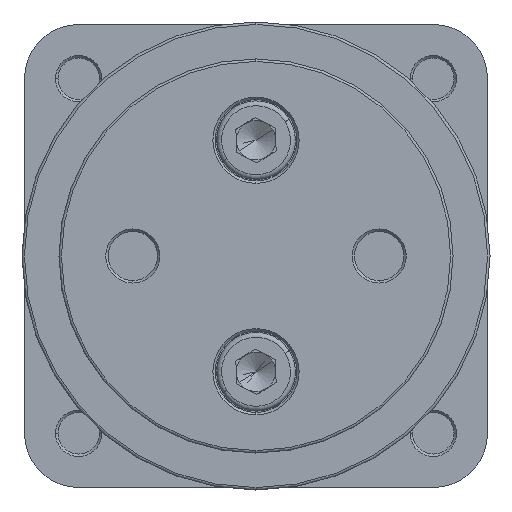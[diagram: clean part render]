
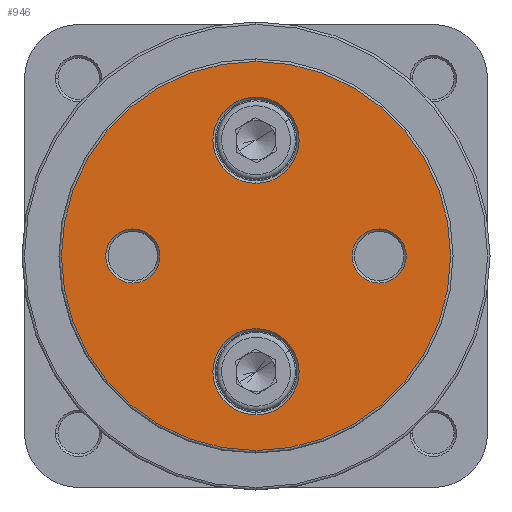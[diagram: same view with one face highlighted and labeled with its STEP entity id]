
A CAD part, left-side view. The second image highlights one B-rep face of the part: STEP entity #946.
In plain terms, the highlighted planar face has unit normal (-1, 0, 0).
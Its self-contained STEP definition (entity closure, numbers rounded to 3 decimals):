
#946 = ADVANCED_FACE ( 'NONE', ( #3638, #3643, #3645, #3647, #3641 ), #2294, .F. ) ;
#1103 = ORIENTED_EDGE ( 'NONE', *, *, #2820, .T. ) ;
#1105 = ORIENTED_EDGE ( 'NONE', *, *, #2735, .T. ) ;
#1118 = ORIENTED_EDGE ( 'NONE', *, *, #2738, .T. ) ;
#1121 = ORIENTED_EDGE ( 'NONE', *, *, #2879, .T. ) ;
#1128 = ORIENTED_EDGE ( 'NONE', *, *, #2831, .T. ) ;
#1341 = VERTEX_POINT ( 'NONE', #5242 ) ;
#1342 = VERTEX_POINT ( 'NONE', #5243 ) ;
#1363 = VERTEX_POINT ( 'NONE', #5264 ) ;
#1364 = VERTEX_POINT ( 'NONE', #5265 ) ;
#1367 = VERTEX_POINT ( 'NONE', #5268 ) ;
#1368 = VERTEX_POINT ( 'NONE', #5269 ) ;
#1395 = VERTEX_POINT ( 'NONE', #5296 ) ;
#1396 = VERTEX_POINT ( 'NONE', #5297 ) ;
#1399 = VERTEX_POINT ( 'NONE', #5300 ) ;
#1400 = VERTEX_POINT ( 'NONE', #5301 ) ;
#2280 = CARTESIAN_POINT ( 'NONE',  ( 0., 0., 0. ) ) ;
#2294 = PLANE ( 'NONE',  #3159 ) ;
#2297 = DIRECTION ( 'NONE',  ( 1., 0., 0. ) ) ;
#2298 = DIRECTION ( 'NONE',  ( 0., 0., -1. ) ) ;
#2698 = EDGE_CURVE ( 'NONE', #1368, #1367, #4331, .T. ) ;
#2700 = EDGE_CURVE ( 'NONE', #1364, #1363, #4334, .T. ) ;
#2735 = EDGE_CURVE ( 'NONE', #1396, #1395, #4386, .T. ) ;
#2738 = EDGE_CURVE ( 'NONE', #1400, #1399, #4391, .T. ) ;
#2789 = EDGE_CURVE ( 'NONE', #1341, #1342, #4466, .T. ) ;
#2820 = EDGE_CURVE ( 'NONE', #1399, #1400, #4516, .T. ) ;
#2831 = EDGE_CURVE ( 'NONE', #1395, #1396, #4532, .T. ) ;
#2865 = EDGE_CURVE ( 'NONE', #1342, #1341, #4591, .T. ) ;
#2867 = EDGE_CURVE ( 'NONE', #1367, #1368, #4592, .T. ) ;
#2879 = EDGE_CURVE ( 'NONE', #1363, #1364, #4608, .T. ) ;
#3159 = AXIS2_PLACEMENT_3D ( 'NONE', #2280, #2297, #2298 ) ;
#3416 = AXIS2_PLACEMENT_3D ( 'NONE', #5827, #5829, #5830 ) ;
#3417 = AXIS2_PLACEMENT_3D ( 'NONE', #5834, #5835, #5836 ) ;
#3437 = AXIS2_PLACEMENT_3D ( 'NONE', #6191, #6192, #6193 ) ;
#3439 = AXIS2_PLACEMENT_3D ( 'NONE', #6199, #6200, #6201 ) ;
#3464 = AXIS2_PLACEMENT_3D ( 'NONE', #6321, #6327, #6328 ) ;
#3473 = AXIS2_PLACEMENT_3D ( 'NONE', #6399, #6400, #6401 ) ;
#3485 = AXIS2_PLACEMENT_3D ( 'NONE', #6423, #6431, #6432 ) ;
#3490 = AXIS2_PLACEMENT_3D ( 'NONE', #6499, #6506, #6507 ) ;
#3492 = AXIS2_PLACEMENT_3D ( 'NONE', #6502, #6511, #6512 ) ;
#3503 = AXIS2_PLACEMENT_3D ( 'NONE', #6537, #6546, #6547 ) ;
#3638 = FACE_OUTER_BOUND ( 'NONE', #7837, .T. ) ;
#3641 = FACE_BOUND ( 'NONE', #7843, .T. ) ;
#3643 = FACE_BOUND ( 'NONE', #7836, .T. ) ;
#3645 = FACE_BOUND ( 'NONE', #7834, .T. ) ;
#3647 = FACE_BOUND ( 'NONE', #7841, .T. ) ;
#4331 = CIRCLE ( 'NONE', #3416, 8.75 ) ;
#4334 = CIRCLE ( 'NONE', #3417, 8.75 ) ;
#4386 = CIRCLE ( 'NONE', #3437, 5.5 ) ;
#4391 = CIRCLE ( 'NONE', #3439, 5.5 ) ;
#4466 = CIRCLE ( 'NONE', #3464, 39.5 ) ;
#4516 = CIRCLE ( 'NONE', #3473, 5.5 ) ;
#4532 = CIRCLE ( 'NONE', #3485, 5.5 ) ;
#4591 = CIRCLE ( 'NONE', #3490, 39.5 ) ;
#4592 = CIRCLE ( 'NONE', #3492, 8.75 ) ;
#4608 = CIRCLE ( 'NONE', #3503, 8.75 ) ;
#5242 = CARTESIAN_POINT ( 'NONE',  ( 0., 0., 39.5 ) ) ;
#5243 = CARTESIAN_POINT ( 'NONE',  ( 0., 0., -39.5 ) ) ;
#5264 = CARTESIAN_POINT ( 'NONE',  ( 0., 0., 14.75 ) ) ;
#5265 = CARTESIAN_POINT ( 'NONE',  ( 0., 0., 32.25 ) ) ;
#5268 = CARTESIAN_POINT ( 'NONE',  ( 0., 0., -32.25 ) ) ;
#5269 = CARTESIAN_POINT ( 'NONE',  ( 0., 0., -14.75 ) ) ;
#5296 = CARTESIAN_POINT ( 'NONE',  ( 0., 25., -5.5 ) ) ;
#5297 = CARTESIAN_POINT ( 'NONE',  ( 0., 25., 5.5 ) ) ;
#5300 = CARTESIAN_POINT ( 'NONE',  ( 0., -25., -5.5 ) ) ;
#5301 = CARTESIAN_POINT ( 'NONE',  ( 0., -25., 5.5 ) ) ;
#5827 = CARTESIAN_POINT ( 'NONE',  ( 0., 0., -23.5 ) ) ;
#5829 = DIRECTION ( 'NONE',  ( 1., 0., 0. ) ) ;
#5830 = DIRECTION ( 'NONE',  ( 0., 0., -1. ) ) ;
#5834 = CARTESIAN_POINT ( 'NONE',  ( 0., 0., 23.5 ) ) ;
#5835 = DIRECTION ( 'NONE',  ( 1., 0., 0. ) ) ;
#5836 = DIRECTION ( 'NONE',  ( 0., 0., -1. ) ) ;
#6191 = CARTESIAN_POINT ( 'NONE',  ( 0., 25., 0. ) ) ;
#6192 = DIRECTION ( 'NONE',  ( 1., 0., 0. ) ) ;
#6193 = DIRECTION ( 'NONE',  ( 0., 0., -1. ) ) ;
#6199 = CARTESIAN_POINT ( 'NONE',  ( 0., -25., 0. ) ) ;
#6200 = DIRECTION ( 'NONE',  ( 1., 0., 0. ) ) ;
#6201 = DIRECTION ( 'NONE',  ( 0., 0., -1. ) ) ;
#6321 = CARTESIAN_POINT ( 'NONE',  ( 0., 0., 0. ) ) ;
#6327 = DIRECTION ( 'NONE',  ( -1., 0., 0. ) ) ;
#6328 = DIRECTION ( 'NONE',  ( 0., 0., -1. ) ) ;
#6399 = CARTESIAN_POINT ( 'NONE',  ( 0., -25., 0. ) ) ;
#6400 = DIRECTION ( 'NONE',  ( 1., 0., 0. ) ) ;
#6401 = DIRECTION ( 'NONE',  ( 0., 0., -1. ) ) ;
#6423 = CARTESIAN_POINT ( 'NONE',  ( 0., 25., 0. ) ) ;
#6431 = DIRECTION ( 'NONE',  ( 1., 0., 0. ) ) ;
#6432 = DIRECTION ( 'NONE',  ( 0., 0., -1. ) ) ;
#6499 = CARTESIAN_POINT ( 'NONE',  ( 0., 0., 0. ) ) ;
#6502 = CARTESIAN_POINT ( 'NONE',  ( 0., 0., -23.5 ) ) ;
#6506 = DIRECTION ( 'NONE',  ( -1., 0., 0. ) ) ;
#6507 = DIRECTION ( 'NONE',  ( 0., 0., -1. ) ) ;
#6511 = DIRECTION ( 'NONE',  ( 1., 0., 0. ) ) ;
#6512 = DIRECTION ( 'NONE',  ( 0., 0., -1. ) ) ;
#6537 = CARTESIAN_POINT ( 'NONE',  ( 0., 0., 23.5 ) ) ;
#6546 = DIRECTION ( 'NONE',  ( 1., 0., 0. ) ) ;
#6547 = DIRECTION ( 'NONE',  ( 0., 0., -1. ) ) ;
#7263 = ORIENTED_EDGE ( 'NONE', *, *, #2700, .T. ) ;
#7264 = ORIENTED_EDGE ( 'NONE', *, *, #2867, .T. ) ;
#7265 = ORIENTED_EDGE ( 'NONE', *, *, #2698, .T. ) ;
#7266 = ORIENTED_EDGE ( 'NONE', *, *, #2789, .T. ) ;
#7267 = ORIENTED_EDGE ( 'NONE', *, *, #2865, .T. ) ;
#7834 = EDGE_LOOP ( 'NONE', ( #7263, #1121 ) ) ;
#7836 = EDGE_LOOP ( 'NONE', ( #7265, #7264 ) ) ;
#7837 = EDGE_LOOP ( 'NONE', ( #7267, #7266 ) ) ;
#7841 = EDGE_LOOP ( 'NONE', ( #1118, #1103 ) ) ;
#7843 = EDGE_LOOP ( 'NONE', ( #1105, #1128 ) ) ;
